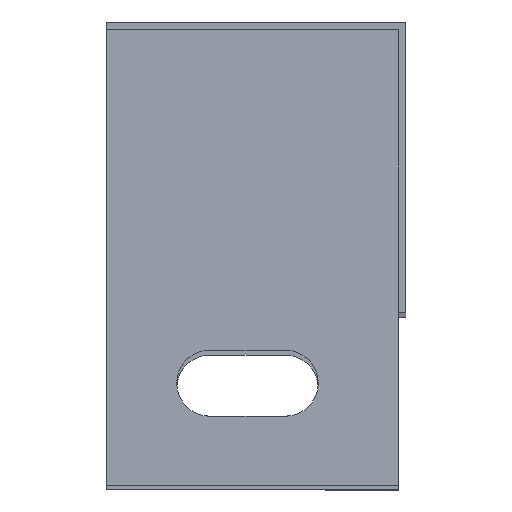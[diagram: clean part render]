
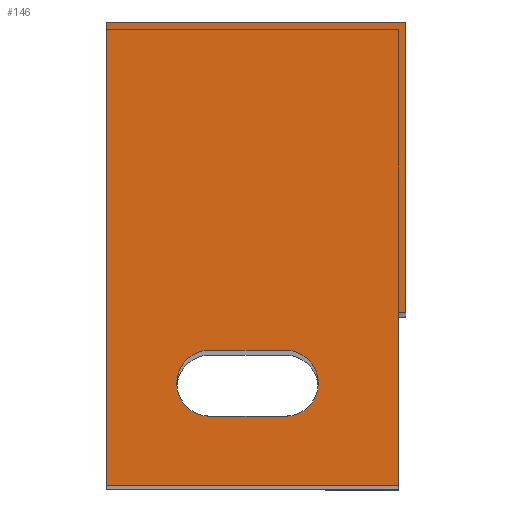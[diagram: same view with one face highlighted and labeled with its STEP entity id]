
A CAD part, top view. The second image highlights one B-rep face of the part: STEP entity #146.
In plain terms, the highlighted planar face has unit normal (0, 0, 1).
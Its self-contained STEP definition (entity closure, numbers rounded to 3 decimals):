
#3 = CARTESIAN_POINT ( 'NONE',  ( 1473.5, -41., 299.8 ) ) ;
#4 = ORIENTED_EDGE ( 'NONE', *, *, #469, .F. ) ;
#29 = ORIENTED_EDGE ( 'NONE', *, *, #485, .T. ) ;
#35 = EDGE_CURVE ( 'NONE', #432, #502, #163, .T. ) ;
#38 = CARTESIAN_POINT ( 'NONE',  ( 1481.5, -41., 299.8 ) ) ;
#48 = CARTESIAN_POINT ( 'NONE',  ( 1494.3, -30., 299.8 ) ) ;
#52 = ORIENTED_EDGE ( 'NONE', *, *, #168, .F. ) ;
#58 = CARTESIAN_POINT ( 'NONE',  ( 1481.5, -37.5, 299.8 ) ) ;
#66 = EDGE_CURVE ( 'NONE', #757, #502, #364, .T. ) ;
#68 = VECTOR ( 'NONE', #167, 1000. ) ;
#95 = CARTESIAN_POINT ( 'NONE',  ( 1492.5, -1., 299.8 ) ) ;
#100 = CARTESIAN_POINT ( 'NONE',  ( 1473.5, -41., 299.8 ) ) ;
#101 = CARTESIAN_POINT ( 'NONE',  ( 1462.5, 0.8, 299.8 ) ) ;
#106 = VERTEX_POINT ( 'NONE', #751 ) ;
#107 = VERTEX_POINT ( 'NONE', #38 ) ;
#113 = CARTESIAN_POINT ( 'NONE',  ( 1481.5, -34., 299.8 ) ) ;
#114 = DIRECTION ( 'NONE',  ( 1., 0., 0. ) ) ;
#116 = VECTOR ( 'NONE', #290, 1000. ) ;
#117 = CARTESIAN_POINT ( 'NONE',  ( 1493.5, 0.8, 299.8 ) ) ;
#134 = LINE ( 'NONE', #230, #419 ) ;
#146 = ADVANCED_FACE ( 'NONE', ( #303, #288 ), #388, .T. ) ;
#147 = DIRECTION ( 'NONE',  ( 0., 0., 1. ) ) ;
#163 = LINE ( 'NONE', #747, #224 ) ;
#167 = DIRECTION ( 'NONE',  ( 1., 0., 0. ) ) ;
#168 = EDGE_CURVE ( 'NONE', #432, #179, #235, .T. ) ;
#171 = VECTOR ( 'NONE', #291, 1000. ) ;
#173 = ORIENTED_EDGE ( 'NONE', *, *, #483, .F. ) ;
#179 = VERTEX_POINT ( 'NONE', #703 ) ;
#203 = CARTESIAN_POINT ( 'NONE',  ( 1473.5, -37.5, 299.8 ) ) ;
#224 = VECTOR ( 'NONE', #478, 1000. ) ;
#230 = CARTESIAN_POINT ( 'NONE',  ( 1462.5, -1., 299.8 ) ) ;
#235 = LINE ( 'NONE', #271, #725 ) ;
#262 = EDGE_LOOP ( 'NONE', ( #4, #52, #392, #673, #400, #29 ) ) ;
#269 = DIRECTION ( 'NONE',  ( 1., 0., 0. ) ) ;
#271 = CARTESIAN_POINT ( 'NONE',  ( 1492.5, -48.3, 299.8 ) ) ;
#288 = FACE_OUTER_BOUND ( 'NONE', #262, .T. ) ;
#290 = DIRECTION ( 'NONE',  ( -1., 0., 0. ) ) ;
#291 = DIRECTION ( 'NONE',  ( 0., -1., 0. ) ) ;
#299 = AXIS2_PLACEMENT_3D ( 'NONE', #203, #651, #269 ) ;
#301 = ORIENTED_EDGE ( 'NONE', *, *, #615, .F. ) ;
#303 = FACE_BOUND ( 'NONE', #454, .T. ) ;
#309 = LINE ( 'NONE', #3, #68 ) ;
#320 = DIRECTION ( 'NONE',  ( -1., 0., 0. ) ) ;
#364 = LINE ( 'NONE', #557, #682 ) ;
#366 = AXIS2_PLACEMENT_3D ( 'NONE', #58, #465, #114 ) ;
#367 = VECTOR ( 'NONE', #530, 1000. ) ;
#388 = PLANE ( 'NONE',  #435 ) ;
#392 = ORIENTED_EDGE ( 'NONE', *, *, #35, .T. ) ;
#400 = ORIENTED_EDGE ( 'NONE', *, *, #497, .F. ) ;
#410 = LINE ( 'NONE', #413, #171 ) ;
#413 = CARTESIAN_POINT ( 'NONE',  ( 1494.3, -1.5, 299.8 ) ) ;
#415 = CARTESIAN_POINT ( 'NONE',  ( 1493.5, -30., 299.8 ) ) ;
#419 = VECTOR ( 'NONE', #717, 1000. ) ;
#432 = VERTEX_POINT ( 'NONE', #461 ) ;
#435 = AXIS2_PLACEMENT_3D ( 'NONE', #95, #147, #592 ) ;
#443 = EDGE_CURVE ( 'NONE', #601, #691, #729, .T. ) ;
#448 = EDGE_CURVE ( 'NONE', #107, #601, #634, .T. ) ;
#454 = EDGE_LOOP ( 'NONE', ( #301, #746, #730, #173 ) ) ;
#461 = CARTESIAN_POINT ( 'NONE',  ( 1493.5, -48.3, 299.8 ) ) ;
#465 = DIRECTION ( 'NONE',  ( 0., 0., 1. ) ) ;
#469 = EDGE_CURVE ( 'NONE', #179, #736, #134, .T. ) ;
#478 = DIRECTION ( 'NONE',  ( 0., 1., 0. ) ) ;
#483 = EDGE_CURVE ( 'NONE', #713, #107, #309, .T. ) ;
#485 = EDGE_CURVE ( 'NONE', #106, #736, #552, .T. ) ;
#497 = EDGE_CURVE ( 'NONE', #106, #757, #410, .T. ) ;
#502 = VERTEX_POINT ( 'NONE', #415 ) ;
#508 = DIRECTION ( 'NONE',  ( -1., 0., 0. ) ) ;
#530 = DIRECTION ( 'NONE',  ( -1., 0., 0. ) ) ;
#552 = LINE ( 'NONE', #117, #116 ) ;
#557 = CARTESIAN_POINT ( 'NONE',  ( 1494.3, -30., 299.8 ) ) ;
#592 = DIRECTION ( 'NONE',  ( 0., -1., 0. ) ) ;
#601 = VERTEX_POINT ( 'NONE', #696 ) ;
#615 = EDGE_CURVE ( 'NONE', #691, #713, #676, .T. ) ;
#634 = CIRCLE ( 'NONE', #366, 3.5 ) ;
#651 = DIRECTION ( 'NONE',  ( 0., 0., 1. ) ) ;
#673 = ORIENTED_EDGE ( 'NONE', *, *, #66, .F. ) ;
#676 = CIRCLE ( 'NONE', #299, 3.5 ) ;
#682 = VECTOR ( 'NONE', #320, 1000. ) ;
#691 = VERTEX_POINT ( 'NONE', #750 ) ;
#696 = CARTESIAN_POINT ( 'NONE',  ( 1481.5, -34., 299.8 ) ) ;
#703 = CARTESIAN_POINT ( 'NONE',  ( 1462.5, -48.3, 299.8 ) ) ;
#713 = VERTEX_POINT ( 'NONE', #100 ) ;
#717 = DIRECTION ( 'NONE',  ( 0., 1., 0. ) ) ;
#725 = VECTOR ( 'NONE', #508, 1000. ) ;
#729 = LINE ( 'NONE', #113, #367 ) ;
#730 = ORIENTED_EDGE ( 'NONE', *, *, #448, .F. ) ;
#736 = VERTEX_POINT ( 'NONE', #101 ) ;
#746 = ORIENTED_EDGE ( 'NONE', *, *, #443, .F. ) ;
#747 = CARTESIAN_POINT ( 'NONE',  ( 1493.5, -48.3, 299.8 ) ) ;
#750 = CARTESIAN_POINT ( 'NONE',  ( 1473.5, -34., 299.8 ) ) ;
#751 = CARTESIAN_POINT ( 'NONE',  ( 1494.3, 0.8, 299.8 ) ) ;
#757 = VERTEX_POINT ( 'NONE', #48 ) ;
